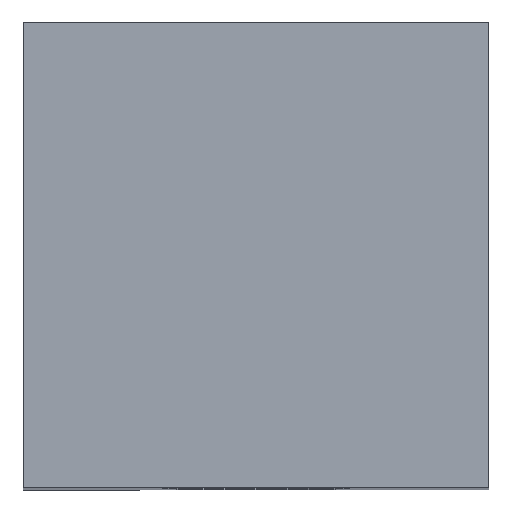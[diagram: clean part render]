
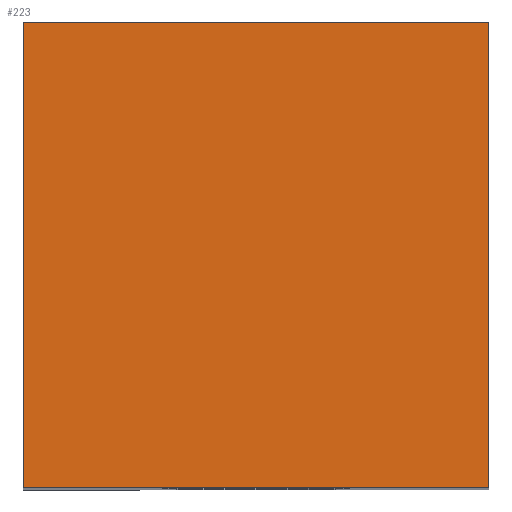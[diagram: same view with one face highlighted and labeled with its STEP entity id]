
A CAD part, top view. The second image highlights one B-rep face of the part: STEP entity #223.
In plain terms, the highlighted planar face has unit normal (0, 0, 1).
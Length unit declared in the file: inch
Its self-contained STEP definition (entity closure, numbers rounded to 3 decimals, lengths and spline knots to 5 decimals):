
#2 = CARTESIAN_POINT ( 'NONE',  ( -0.25, -0.25, 0. ) ) ;
#62 = ORIENTED_EDGE ( 'NONE', *, *, #321, .T. ) ;
#81 = CARTESIAN_POINT ( 'NONE',  ( 0.25, -0.25, 0. ) ) ;
#85 = DIRECTION ( 'NONE',  ( 0., 1., 0. ) ) ;
#89 = VECTOR ( 'NONE', #188, 39.37008 ) ;
#92 = CARTESIAN_POINT ( 'NONE',  ( 0.25, -0.25, 0. ) ) ;
#127 = LINE ( 'NONE', #205, #89 ) ;
#165 = FACE_OUTER_BOUND ( 'NONE', #197, .T. ) ;
#188 = DIRECTION ( 'NONE',  ( 1., 0., 0. ) ) ;
#191 = DIRECTION ( 'NONE',  ( 1., 0., 0. ) ) ;
#197 = EDGE_LOOP ( 'NONE', ( #381, #367, #62, #361 ) ) ;
#205 = CARTESIAN_POINT ( 'NONE',  ( 0.25, -0.25, 0. ) ) ;
#215 = VERTEX_POINT ( 'NONE', #81 ) ;
#223 = ADVANCED_FACE ( 'NONE', ( #165 ), #509, .T. ) ;
#245 = CARTESIAN_POINT ( 'NONE',  ( -0.25, 0.25, 0. ) ) ;
#260 = VERTEX_POINT ( 'NONE', #2 ) ;
#271 = CARTESIAN_POINT ( 'NONE',  ( 0.25, 0.25, 0. ) ) ;
#283 = VECTOR ( 'NONE', #335, 39.37008 ) ;
#301 = DIRECTION ( 'NONE',  ( 0., -1., 0. ) ) ;
#311 = LINE ( 'NONE', #537, #283 ) ;
#312 = DIRECTION ( 'NONE',  ( 0., 0., 1. ) ) ;
#321 = EDGE_CURVE ( 'NONE', #215, #457, #450, .T. ) ;
#329 = VERTEX_POINT ( 'NONE', #339 ) ;
#332 = VECTOR ( 'NONE', #301, 39.37008 ) ;
#335 = DIRECTION ( 'NONE',  ( -1., 0., 0. ) ) ;
#339 = CARTESIAN_POINT ( 'NONE',  ( -0.25, 0.25, 0. ) ) ;
#344 = AXIS2_PLACEMENT_3D ( 'NONE', #245, #312, #191 ) ;
#345 = CARTESIAN_POINT ( 'NONE',  ( -0.25, -0.25, 0. ) ) ;
#348 = EDGE_CURVE ( 'NONE', #329, #260, #371, .T. ) ;
#353 = EDGE_CURVE ( 'NONE', #457, #329, #311, .T. ) ;
#361 = ORIENTED_EDGE ( 'NONE', *, *, #353, .T. ) ;
#367 = ORIENTED_EDGE ( 'NONE', *, *, #376, .T. ) ;
#371 = LINE ( 'NONE', #345, #332 ) ;
#376 = EDGE_CURVE ( 'NONE', #260, #215, #127, .T. ) ;
#381 = ORIENTED_EDGE ( 'NONE', *, *, #348, .T. ) ;
#397 = VECTOR ( 'NONE', #85, 39.37008 ) ;
#450 = LINE ( 'NONE', #92, #397 ) ;
#457 = VERTEX_POINT ( 'NONE', #271 ) ;
#509 = PLANE ( 'NONE',  #344 ) ;
#537 = CARTESIAN_POINT ( 'NONE',  ( 0.25, 0.25, 0. ) ) ;
